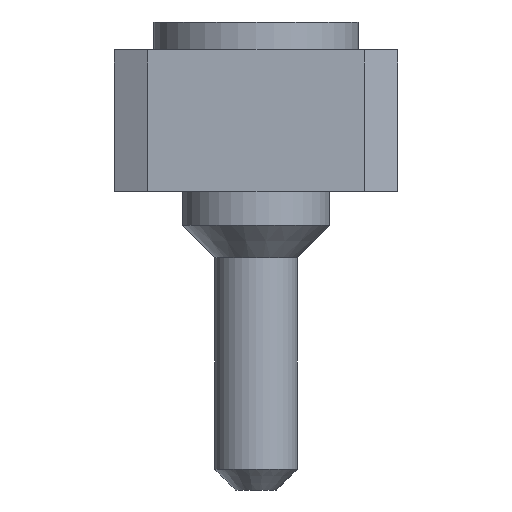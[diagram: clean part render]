
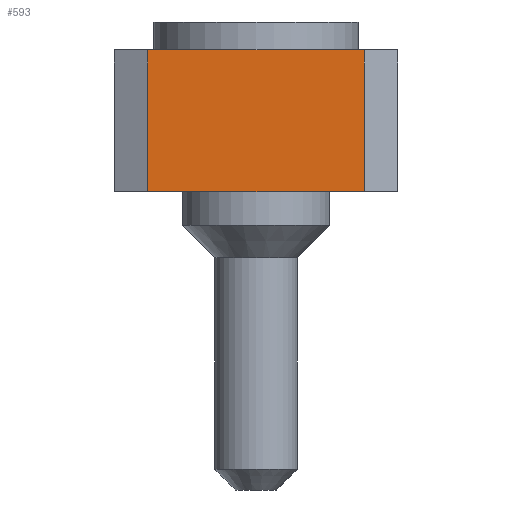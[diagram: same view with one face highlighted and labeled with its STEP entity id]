
A CAD part, left-side view. The second image highlights one B-rep face of the part: STEP entity #593.
In plain terms, the highlighted planar face has unit normal (-1, 0, 0).
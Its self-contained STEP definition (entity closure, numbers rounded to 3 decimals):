
#593=ADVANCED_FACE('',(#1229),#1231,.T.);
#1229=FACE_BOUND('',#1230,.T.);
#1230=EDGE_LOOP('',(#1787,#1788,#1789,#1790));
#1231=PLANE('',#1232);
#1232=AXIS2_PLACEMENT_3D('',#1233,#1234,#1235);
#1233=CARTESIAN_POINT('',(-1.385,0.97,0.59));
#1234=DIRECTION('',(-1.,0.,0.));
#1235=DIRECTION('',(0.,-1.,0.));
#1787=ORIENTED_EDGE('',*,*,#1924,.T.);
#1788=ORIENTED_EDGE('',*,*,#2031,.T.);
#1789=ORIENTED_EDGE('',*,*,#1962,.F.);
#1790=ORIENTED_EDGE('',*,*,#2032,.F.);
#1924=EDGE_CURVE('',#2135,#2133,#2136,.T.);
#1962=EDGE_CURVE('',#2209,#2211,#2212,.T.);
#2031=EDGE_CURVE('',#2133,#2211,#2314,.T.);
#2032=EDGE_CURVE('',#2135,#2209,#2315,.T.);
#2133=VERTEX_POINT('',#2513);
#2135=VERTEX_POINT('',#2517);
#2136=LINE('',#2518,#2519);
#2209=VERTEX_POINT('',#2677);
#2211=VERTEX_POINT('',#2681);
#2212=LINE('',#2682,#2683);
#2314=LINE('',#2932,#2933);
#2315=LINE('',#2935,#2936);
#2513=CARTESIAN_POINT('',(-1.385,-0.97,0.59));
#2517=CARTESIAN_POINT('',(-1.385,0.97,0.59));
#2518=CARTESIAN_POINT('',(-1.385,0.97,0.59));
#2519=VECTOR('',#2520,1.);
#2520=DIRECTION('',(0.,-1.,0.));
#2677=CARTESIAN_POINT('',(-1.385,0.97,1.86));
#2681=CARTESIAN_POINT('',(-1.385,-0.97,1.86));
#2682=CARTESIAN_POINT('',(-1.385,0.97,1.86));
#2683=VECTOR('',#2684,1.);
#2684=DIRECTION('',(0.,-1.,0.));
#2932=CARTESIAN_POINT('',(-1.385,-0.97,0.59));
#2933=VECTOR('',#2934,1.);
#2934=DIRECTION('',(0.,0.,1.));
#2935=CARTESIAN_POINT('',(-1.385,0.97,0.59));
#2936=VECTOR('',#2937,1.);
#2937=DIRECTION('',(0.,0.,1.));
